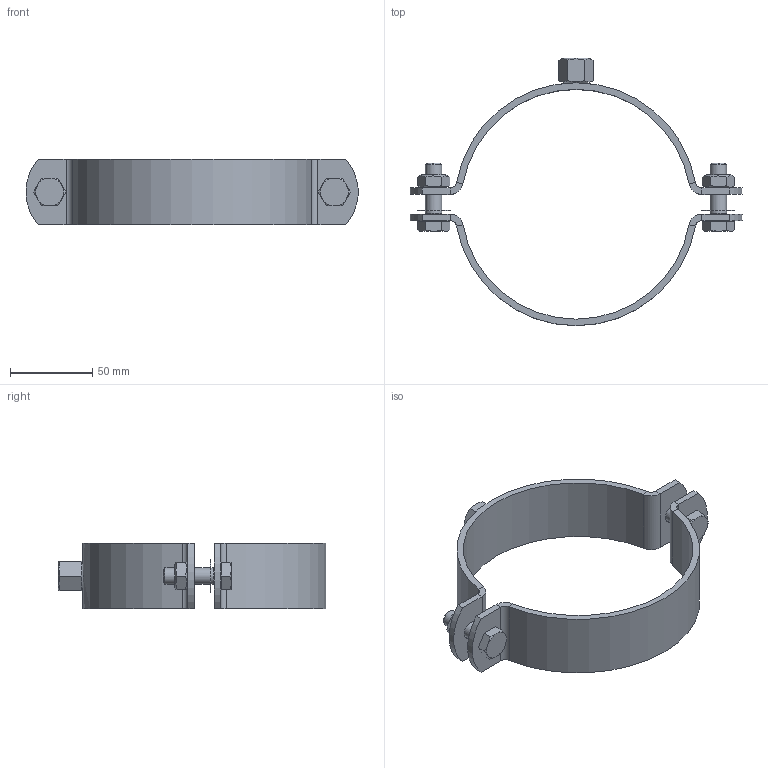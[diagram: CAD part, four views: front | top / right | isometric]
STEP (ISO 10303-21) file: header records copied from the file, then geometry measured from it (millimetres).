
FILE_DESCRIPTION((''),'2;1');
FILE_NAME('125356.stp','2011-08-10T10:51:20',('DMK009'),(''),'Autodesk Inventor 2012','Autodesk Inventor 2012','');
FILE_SCHEMA(('AUTOMOTIVE_DESIGN { 1 0 10303 214 1 1 1 1 }'));
Length unit declared in the file: millimetre
Products named in the file (1): 125356
Bounding box: 202.3 x 163 x 40 mm (x, y, z)
Volume: 96355.2 mm3; surface area: 53008.8 mm2
Topology: 1 solids, 1 shells, 132 faces, 282 edges, 172 vertices
Faces by surface type: plane 75, cylinder 33, cone 23, sphere 1
Full cylindrical faces by diameter (mm): 9.188 x2, 10 x6, 10.106 x1, 11 x4, 15.4 x2, 20 x2
Entity records: 3406 total; most frequent: CARTESIAN_POINT 690, DIRECTION 548, ORIENTED_EDGE 490, EDGE_CURVE 245, AXIS2_PLACEMENT_3D 225, EDGE_LOOP 182, VERTEX_POINT 163, FACE_OUTER_BOUND 132
